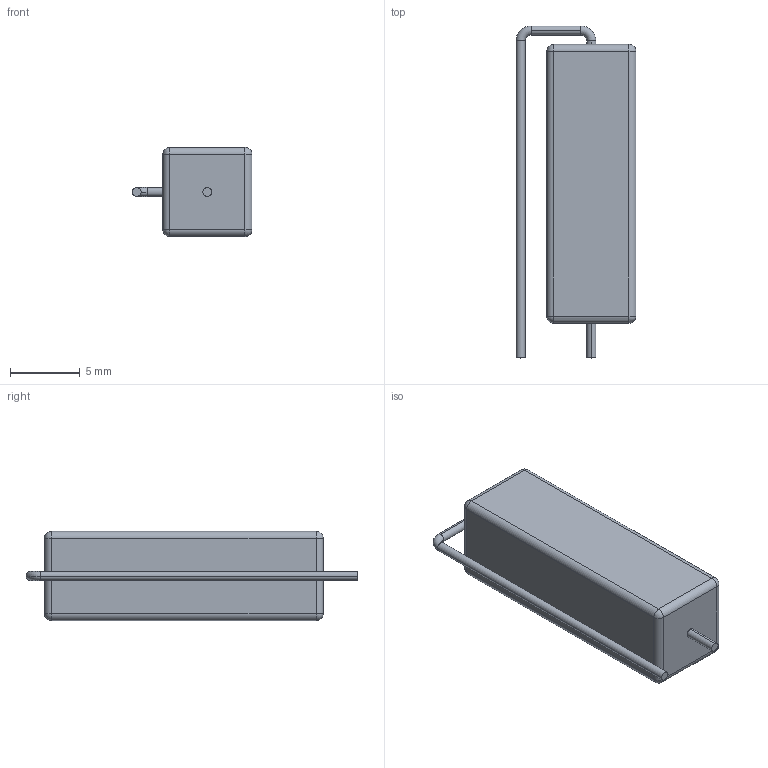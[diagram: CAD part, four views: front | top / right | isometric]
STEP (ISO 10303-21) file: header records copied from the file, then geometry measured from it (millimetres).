
FILE_DESCRIPTION (( 'STEP AP203' ), '1' );
FILE_NAME ('R_Power_L20.0_W6.4_P5.08_Vertical.STEP', '2024-03-02T08:58:02', ( '' ), ( '' ), 'SwSTEP 2.0', 'SolidWorks 2018', '' );
FILE_SCHEMA (( 'CONFIG_CONTROL_DESIGN' ));
Length unit declared in the file: millimetre
Products named in the file (1): R_Power_L20.0_W6.4_P5.08_Vertical
Bounding box: 8.61 x 23.82 x 6.4 mm (x, y, z)
Volume: 822.8 mm3; surface area: 629.7 mm2
Topology: 1 solids, 1 shells, 40 faces, 90 edges, 46 vertices
Faces by surface type: cylinder 20, plane 8, sphere 8, torus 4
Entity records: 1125 total; most frequent: DIRECTION 214, CARTESIAN_POINT 169, ORIENTED_EDGE 164, AXIS2_PLACEMENT_3D 91, EDGE_CURVE 82, CIRCLE 50, VERTEX_POINT 46, EDGE_LOOP 42
